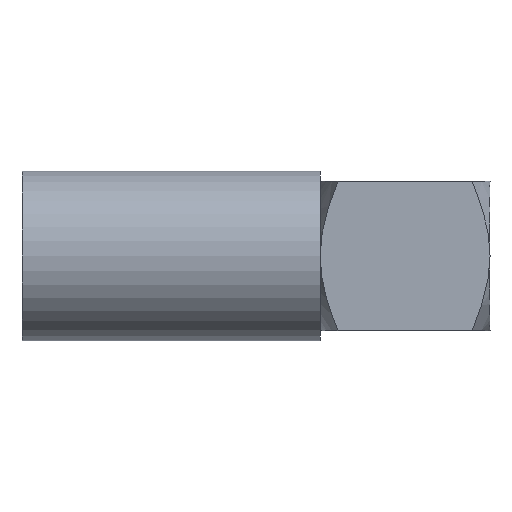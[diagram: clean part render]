
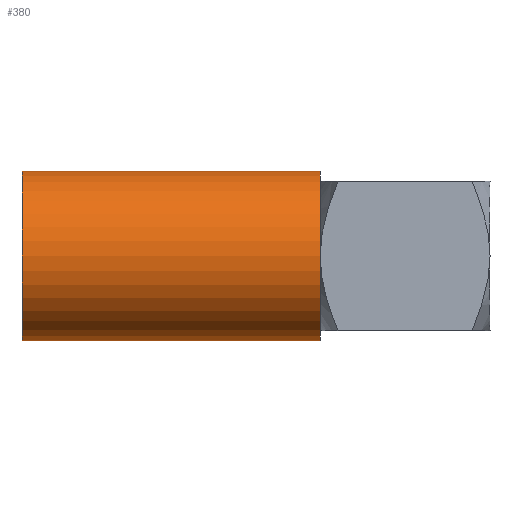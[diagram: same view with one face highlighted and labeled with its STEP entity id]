
A CAD part, front view. The second image highlights one B-rep face of the part: STEP entity #380.
In plain terms, the highlighted cylindrical face has radius 1.994 mm (diameter 3.988 mm), a full revolution.
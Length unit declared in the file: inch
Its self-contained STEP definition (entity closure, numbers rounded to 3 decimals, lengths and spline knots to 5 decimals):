
#49 = VERTEX_POINT ( 'NONE', #137 ) ;
#65 = DIRECTION ( 'NONE',  ( 0., 0., -1. ) ) ;
#137 = CARTESIAN_POINT ( 'NONE',  ( -0.34459, 0., 0.0785 ) ) ;
#143 = AXIS2_PLACEMENT_3D ( 'NONE', #537, #995, #988 ) ;
#166 = AXIS2_PLACEMENT_3D ( 'NONE', #930, #844, #1108 ) ;
#174 = EDGE_CURVE ( 'NONE', #49, #49, #881, .T. ) ;
#261 = EDGE_LOOP ( 'NONE', ( #841 ) ) ;
#313 = CYLINDRICAL_SURFACE ( 'NONE', #713, 0.0785 ) ;
#380 = ADVANCED_FACE ( 'NONE', ( #451, #755 ), #313, .T. ) ;
#451 = FACE_OUTER_BOUND ( 'NONE', #1098, .T. ) ;
#491 = CIRCLE ( 'NONE', #143, 0.0785 ) ;
#537 = CARTESIAN_POINT ( 'NONE',  ( -0.069, 0., 0. ) ) ;
#670 = ORIENTED_EDGE ( 'NONE', *, *, #174, .F. ) ;
#682 = DIRECTION ( 'NONE',  ( 1., 0., 0. ) ) ;
#713 = AXIS2_PLACEMENT_3D ( 'NONE', #1138, #682, #65 ) ;
#755 = FACE_OUTER_BOUND ( 'NONE', #261, .T. ) ;
#762 = CARTESIAN_POINT ( 'NONE',  ( -0.069, 0., 0.0785 ) ) ;
#835 = VERTEX_POINT ( 'NONE', #762 ) ;
#841 = ORIENTED_EDGE ( 'NONE', *, *, #1052, .T. ) ;
#844 = DIRECTION ( 'NONE',  ( -1., 0., 0. ) ) ;
#881 = CIRCLE ( 'NONE', #166, 0.0785 ) ;
#930 = CARTESIAN_POINT ( 'NONE',  ( -0.34459, 0., 0. ) ) ;
#988 = DIRECTION ( 'NONE',  ( 0., 0., 1. ) ) ;
#995 = DIRECTION ( 'NONE',  ( -1., 0., 0. ) ) ;
#1052 = EDGE_CURVE ( 'NONE', #835, #835, #491, .T. ) ;
#1098 = EDGE_LOOP ( 'NONE', ( #670 ) ) ;
#1108 = DIRECTION ( 'NONE',  ( 0., 0., 1. ) ) ;
#1138 = CARTESIAN_POINT ( 'NONE',  ( -0.34459, 0., 0. ) ) ;
